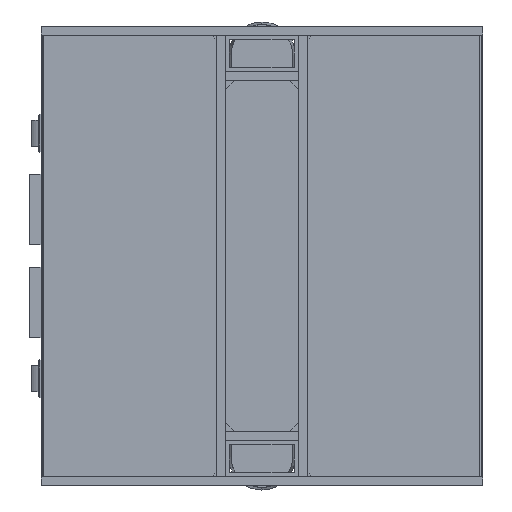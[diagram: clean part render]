
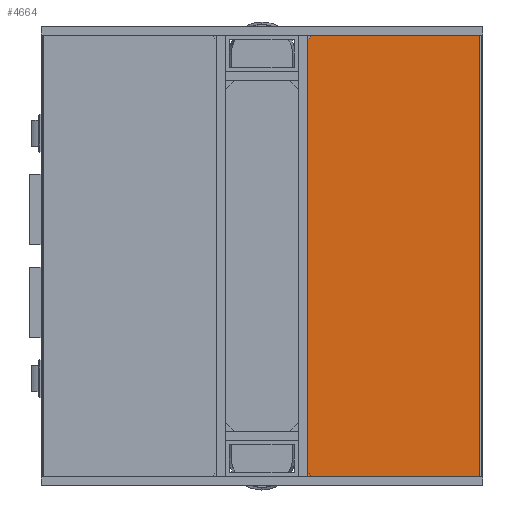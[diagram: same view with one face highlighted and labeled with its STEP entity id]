
A CAD part, front view. The second image highlights one B-rep face of the part: STEP entity #4664.
In plain terms, the highlighted planar face has unit normal (0, -1, 0).
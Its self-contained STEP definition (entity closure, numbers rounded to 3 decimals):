
#4574 = VERTEX_POINT ( 'NONE', #24697 ) ;
#4585 = VERTEX_POINT ( 'NONE', #24750 ) ;
#4587 = EDGE_CURVE ( 'NONE', #4585, #4589, #24749, .T. ) ;
#4589 = VERTEX_POINT ( 'NONE', #24745 ) ;
#4661 = EDGE_CURVE ( 'NONE', #4574, #4585, #24804, .T. ) ;
#4664 = ADVANCED_FACE ( 'NONE', ( #24800 ), #24799, .F. ) ;
#4668 = EDGE_LOOP ( 'NONE', ( #4669, #4673, #4675, #4677 ) ) ;
#4669 = ORIENTED_EDGE ( 'NONE', *, *, #4670, .F. ) ;
#4670 = EDGE_CURVE ( 'NONE', #4672, #4574, #24794, .T. ) ;
#4672 = VERTEX_POINT ( 'NONE', #24790 ) ;
#4673 = ORIENTED_EDGE ( 'NONE', *, *, #4674, .F. ) ;
#4674 = EDGE_CURVE ( 'NONE', #4589, #4672, #24854, .T. ) ;
#4675 = ORIENTED_EDGE ( 'NONE', *, *, #4587, .F. ) ;
#4677 = ORIENTED_EDGE ( 'NONE', *, *, #4661, .F. ) ;
#24697 = CARTESIAN_POINT ( 'NONE',  ( -150., 0., 2. ) ) ;
#24745 = CARTESIAN_POINT ( 'NONE',  ( 150., 0., 119. ) ) ;
#24746 = DIRECTION ( 'NONE',  ( 1., 0., 0. ) ) ;
#24747 = VECTOR ( 'NONE', #24746, 1000. ) ;
#24748 = CARTESIAN_POINT ( 'NONE',  ( -150., 0., 119. ) ) ;
#24749 = LINE ( 'NONE', #24748, #24747 ) ;
#24750 = CARTESIAN_POINT ( 'NONE',  ( -150., 0., 119. ) ) ;
#24790 = CARTESIAN_POINT ( 'NONE',  ( 150., 0., 2. ) ) ;
#24791 = DIRECTION ( 'NONE',  ( -1., 0., 0. ) ) ;
#24792 = VECTOR ( 'NONE', #24791, 1000. ) ;
#24793 = CARTESIAN_POINT ( 'NONE',  ( 150., 0., 2. ) ) ;
#24794 = LINE ( 'NONE', #24793, #24792 ) ;
#24795 = DIRECTION ( 'NONE',  ( 0., 0., 1. ) ) ;
#24796 = DIRECTION ( 'NONE',  ( 0., 1., 0. ) ) ;
#24797 = CARTESIAN_POINT ( 'NONE',  ( -150., 0., 119. ) ) ;
#24798 = AXIS2_PLACEMENT_3D ( 'NONE', #24797, #24796, #24795 ) ;
#24799 = PLANE ( 'NONE',  #24798 ) ;
#24800 = FACE_OUTER_BOUND ( 'NONE', #4668, .T. ) ;
#24801 = DIRECTION ( 'NONE',  ( 0., 0., 1. ) ) ;
#24802 = VECTOR ( 'NONE', #24801, 1000. ) ;
#24803 = CARTESIAN_POINT ( 'NONE',  ( -150., 0., 0. ) ) ;
#24804 = LINE ( 'NONE', #24803, #24802 ) ;
#24851 = DIRECTION ( 'NONE',  ( 0., 0., -1. ) ) ;
#24852 = VECTOR ( 'NONE', #24851, 1000. ) ;
#24853 = CARTESIAN_POINT ( 'NONE',  ( 150., 0., 0. ) ) ;
#24854 = LINE ( 'NONE', #24853, #24852 ) ;
